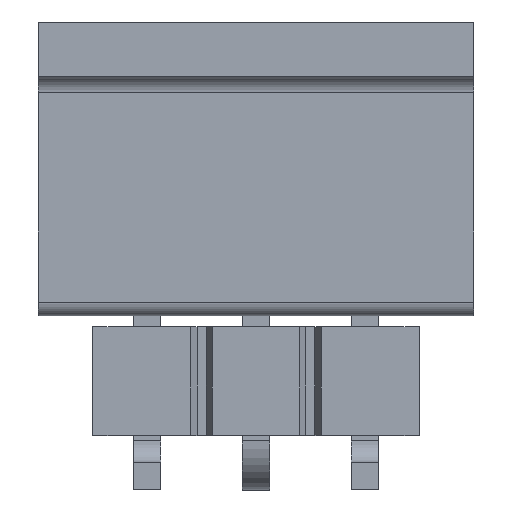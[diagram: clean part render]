
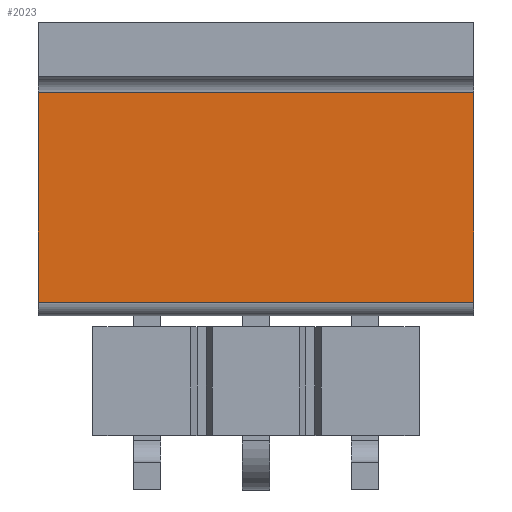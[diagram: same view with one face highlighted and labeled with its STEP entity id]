
A CAD part, top view. The second image highlights one B-rep face of the part: STEP entity #2023.
In plain terms, the highlighted planar face has unit normal (0, 0, 1).
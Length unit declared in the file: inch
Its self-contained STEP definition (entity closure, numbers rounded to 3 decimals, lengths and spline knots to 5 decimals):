
#279=ORIENTED_EDGE('',*,*,#757,.T.);
#280=ORIENTED_EDGE('',*,*,#758,.F.);
#281=ORIENTED_EDGE('',*,*,#759,.F.);
#282=ORIENTED_EDGE('',*,*,#755,.T.);
#755=EDGE_CURVE('',#1010,#1009,#1234,.T.);
#757=EDGE_CURVE('',#1009,#1011,#1235,.T.);
#758=EDGE_CURVE('',#1012,#1011,#1236,.T.);
#759=EDGE_CURVE('',#1010,#1012,#1237,.T.);
#1009=VERTEX_POINT('',#3018);
#1010=VERTEX_POINT('',#3020);
#1011=VERTEX_POINT('',#3024);
#1012=VERTEX_POINT('',#3026);
#1234=LINE('',#3019,#1500);
#1235=LINE('',#3023,#1501);
#1236=LINE('',#3025,#1502);
#1237=LINE('',#3027,#1503);
#1500=VECTOR('',#2456,39.37008);
#1501=VECTOR('',#2461,39.37008);
#1502=VECTOR('',#2462,39.37008);
#1503=VECTOR('',#2463,39.37008);
#1706=EDGE_LOOP('',(#279,#280,#281,#282));
#1820=FACE_BOUND('',#1706,.T.);
#1927=PLANE('',#2181);
#2023=ADVANCED_FACE('',(#1820),#1927,.F.);
#2181=AXIS2_PLACEMENT_3D('',#3022,#2459,#2460);
#2456=DIRECTION('',(-1.,0.,0.));
#2459=DIRECTION('',(0.,0.,-1.));
#2460=DIRECTION('',(-1.,0.,0.));
#2461=DIRECTION('',(0.,-1.,0.));
#2462=DIRECTION('',(-1.,0.,0.));
#2463=DIRECTION('',(0.,-1.,0.));
#3018=CARTESIAN_POINT('',(-0.2,-0.065,0.04102));
#3019=CARTESIAN_POINT('',(0.2,-0.065,0.04102));
#3020=CARTESIAN_POINT('',(0.2,-0.065,0.04102));
#3022=CARTESIAN_POINT('',(0.2,-0.065,0.04102));
#3023=CARTESIAN_POINT('',(-0.2,-0.065,0.04102));
#3024=CARTESIAN_POINT('',(-0.2,-0.2575,0.04102));
#3025=CARTESIAN_POINT('',(0.2,-0.2575,0.04102));
#3026=CARTESIAN_POINT('',(0.2,-0.2575,0.04102));
#3027=CARTESIAN_POINT('',(0.2,-0.065,0.04102));
